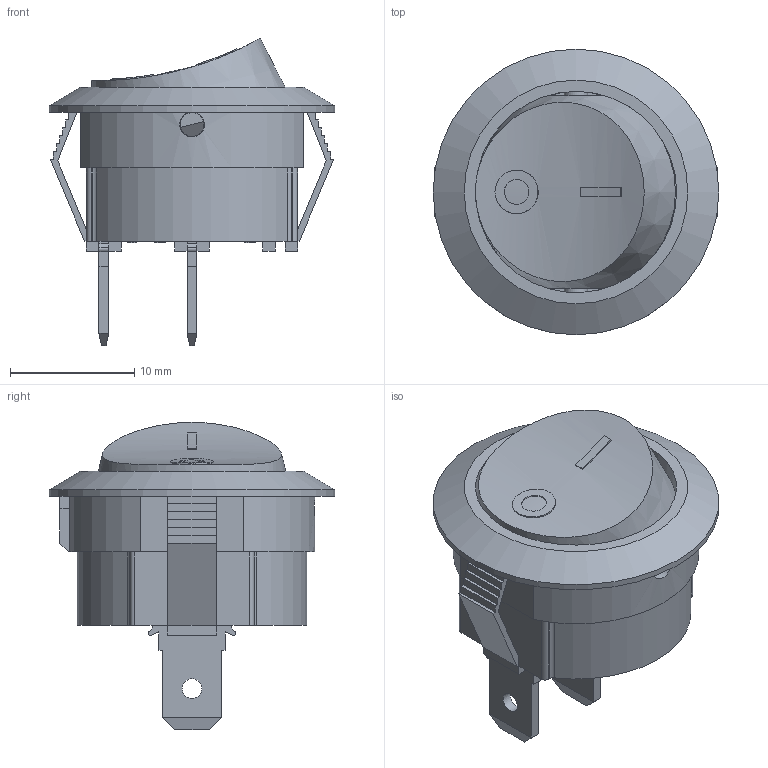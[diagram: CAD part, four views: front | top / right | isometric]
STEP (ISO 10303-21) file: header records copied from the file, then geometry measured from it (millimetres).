
FILE_DESCRIPTION((' '),'2;1');
FILE_NAME('RR51xDxxx1.stp','2017-07-28T14:31:32',(' '),(' '),' ','ACIS',' ');
FILE_SCHEMA(('CONFIG_CONTROL_DESIGN'));
Length unit declared in the file: inch
Products named in the file (1): RR51xDxxx1.stp
Bounding box: 23 x 23 x 24.73 mm (x, y, z)
Volume: 2369.9 mm3; surface area: 3239.8 mm2
Topology: 1 solids, 1 shells, 247 faces, 686 edges, 448 vertices
Faces by surface type: plane 178, cylinder 33, bspline 33, cone 2, sphere 1
Full cylindrical faces by diameter (mm): 1.6 x2, 1.9 x2, 2 x2, 3 x1, 4.6 x1, 16.2 x1, 23 x1
Entity records: 10281 total; most frequent: CARTESIAN_POINT 4068, ORIENTED_EDGE 1340, DIRECTION 1100, EDGE_CURVE 670, VECTOR 514, LINE 514, VERTEX_POINT 445, AXIS2_PLACEMENT_3D 293
